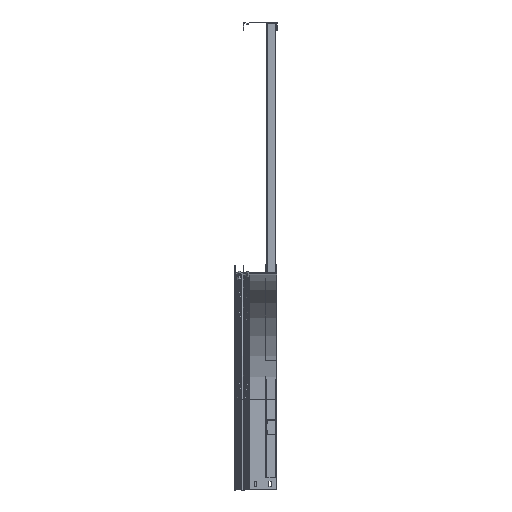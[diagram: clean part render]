
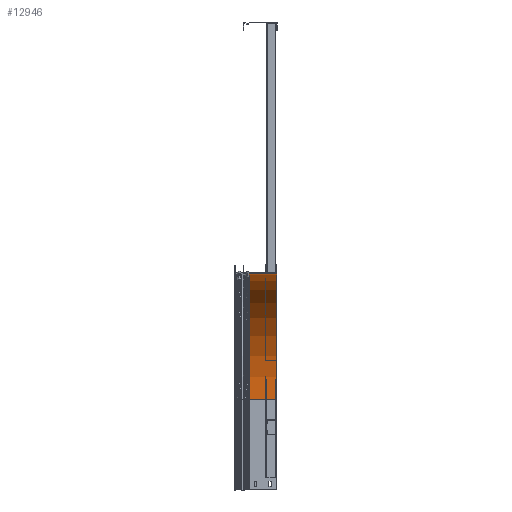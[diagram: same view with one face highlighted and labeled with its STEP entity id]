
A CAD part, left-side view. The second image highlights one B-rep face of the part: STEP entity #12946.
In plain terms, the highlighted cylindrical face has radius 300 mm (diameter 600 mm), a partial arc.
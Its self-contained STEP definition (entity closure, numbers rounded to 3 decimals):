
#20 = CARTESIAN_POINT ( 'NONE',  ( 0., 0., -300. ) ) ;
#107 = DIRECTION ( 'NONE',  ( 0., 1., 0. ) ) ;
#233 = AXIS2_PLACEMENT_3D ( 'NONE', #5349, #1895, #3023 ) ;
#1066 = LINE ( 'NONE', #11887, #5614 ) ;
#1569 = CIRCLE ( 'NONE', #233, 300. ) ;
#1895 = DIRECTION ( 'NONE',  ( 0., 1., 0. ) ) ;
#2345 = EDGE_CURVE ( 'NONE', #6399, #7726, #12121, .T. ) ;
#2895 = VERTEX_POINT ( 'NONE', #6943 ) ;
#2941 = DIRECTION ( 'NONE',  ( 0., 1., 0. ) ) ;
#3023 = DIRECTION ( 'NONE',  ( 0., 0., 1. ) ) ;
#3247 = ORIENTED_EDGE ( 'NONE', *, *, #2345, .F. ) ;
#3581 = VECTOR ( 'NONE', #107, 1000. ) ;
#3819 = EDGE_LOOP ( 'NONE', ( #8631, #5658, #3247, #13268 ) ) ;
#3906 = EDGE_CURVE ( 'NONE', #2895, #7726, #1569, .T. ) ;
#5055 = EDGE_CURVE ( 'NONE', #7241, #2895, #1066, .T. ) ;
#5067 = CARTESIAN_POINT ( 'NONE',  ( 0., 65.525, -300. ) ) ;
#5349 = CARTESIAN_POINT ( 'NONE',  ( 0., 65.525, 0. ) ) ;
#5614 = VECTOR ( 'NONE', #11082, 1000. ) ;
#5658 = ORIENTED_EDGE ( 'NONE', *, *, #3906, .T. ) ;
#5932 = CIRCLE ( 'NONE', #8655, 300. ) ;
#6161 = AXIS2_PLACEMENT_3D ( 'NONE', #9779, #2941, #7552 ) ;
#6366 = DIRECTION ( 'NONE',  ( 1., 0., 0. ) ) ;
#6399 = VERTEX_POINT ( 'NONE', #20 ) ;
#6943 = CARTESIAN_POINT ( 'NONE',  ( 300., 65.525, 0. ) ) ;
#7241 = VERTEX_POINT ( 'NONE', #8299 ) ;
#7552 = DIRECTION ( 'NONE',  ( 0., 0., 1. ) ) ;
#7726 = VERTEX_POINT ( 'NONE', #5067 ) ;
#8299 = CARTESIAN_POINT ( 'NONE',  ( 300., 0., 0. ) ) ;
#8631 = ORIENTED_EDGE ( 'NONE', *, *, #5055, .T. ) ;
#8655 = AXIS2_PLACEMENT_3D ( 'NONE', #10916, #10814, #6366 ) ;
#9682 = FACE_OUTER_BOUND ( 'NONE', #3819, .T. ) ;
#9779 = CARTESIAN_POINT ( 'NONE',  ( 0., 0., 0. ) ) ;
#10814 = DIRECTION ( 'NONE',  ( 0., -1., 0. ) ) ;
#10916 = CARTESIAN_POINT ( 'NONE',  ( 0., 0., 0. ) ) ;
#10924 = CYLINDRICAL_SURFACE ( 'NONE', #6161, 300. ) ;
#11082 = DIRECTION ( 'NONE',  ( 0., 1., 0. ) ) ;
#11887 = CARTESIAN_POINT ( 'NONE',  ( 300., 2.2, 0. ) ) ;
#12121 = LINE ( 'NONE', #13792, #3581 ) ;
#12946 = ADVANCED_FACE ( 'NONE', ( #9682 ), #10924, .F. ) ;
#13268 = ORIENTED_EDGE ( 'NONE', *, *, #13614, .T. ) ;
#13614 = EDGE_CURVE ( 'NONE', #6399, #7241, #5932, .T. ) ;
#13792 = CARTESIAN_POINT ( 'NONE',  ( 0., 2.2, -300. ) ) ;
